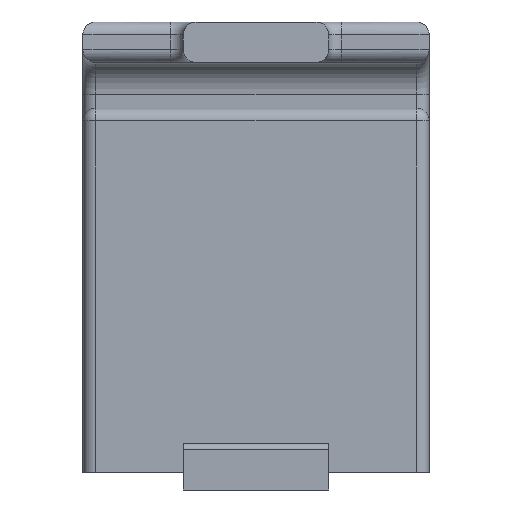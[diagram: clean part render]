
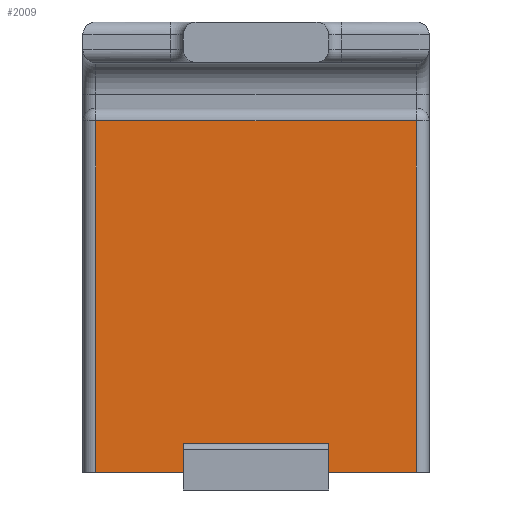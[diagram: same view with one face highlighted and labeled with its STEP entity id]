
A CAD part, front view. The second image highlights one B-rep face of the part: STEP entity #2009.
In plain terms, the highlighted planar face has unit normal (0, -1, 0).
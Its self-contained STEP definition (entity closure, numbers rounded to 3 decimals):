
#2009=ADVANCED_FACE('',(#3908),#3910,.T.);
#3908=FACE_BOUND('',#3909,.T.);
#3909=EDGE_LOOP('',(#5507,#5508,#5509,#5510,#5511,#5512,#5513,#5514));
#3910=PLANE('',#3911);
#3911=AXIS2_PLACEMENT_3D('',#3912,#3913,#3914);
#3912=CARTESIAN_POINT('',(-1.143,-1.44,2.323));
#3913=DIRECTION('',(0.,-1.,0.));
#3914=DIRECTION('',(0.,0.,-1.));
#5507=ORIENTED_EDGE('',*,*,#6330,.T.);
#5508=ORIENTED_EDGE('',*,*,#6331,.T.);
#5509=ORIENTED_EDGE('',*,*,#6315,.T.);
#5510=ORIENTED_EDGE('',*,*,#6332,.F.);
#5511=ORIENTED_EDGE('',*,*,#6333,.T.);
#5512=ORIENTED_EDGE('',*,*,#6334,.T.);
#5513=ORIENTED_EDGE('',*,*,#6306,.T.);
#5514=ORIENTED_EDGE('',*,*,#6329,.T.);
#6306=EDGE_CURVE('',#7578,#7576,#7579,.T.);
#6315=EDGE_CURVE('',#7592,#7593,#7594,.T.);
#6329=EDGE_CURVE('',#7576,#7612,#7614,.T.);
#6330=EDGE_CURVE('',#7612,#7615,#7616,.T.);
#6331=EDGE_CURVE('',#7615,#7592,#7617,.T.);
#6332=EDGE_CURVE('',#7618,#7593,#7619,.T.);
#6333=EDGE_CURVE('',#7618,#7620,#7621,.T.);
#6334=EDGE_CURVE('',#7620,#7578,#7622,.T.);
#7576=VERTEX_POINT('',#10548);
#7578=VERTEX_POINT('',#10553);
#7579=LINE('',#10554,#10555);
#7592=VERTEX_POINT('',#10589);
#7593=VERTEX_POINT('',#10590);
#7594=LINE('',#10591,#10592);
#7612=VERTEX_POINT('',#10638);
#7614=LINE('',#10643,#10644);
#7615=VERTEX_POINT('',#10646);
#7616=LINE('',#10647,#10648);
#7617=LINE('',#10650,#10651);
#7618=VERTEX_POINT('',#10653);
#7619=LINE('',#10654,#10655);
#7620=VERTEX_POINT('',#10657);
#7621=LINE('',#10658,#10659);
#7622=LINE('',#10661,#10662);
#10548=CARTESIAN_POINT('',(2.52,-1.44,-3.4));
#10553=CARTESIAN_POINT('',(1.143,-1.44,-3.4));
#10554=CARTESIAN_POINT('',(1.143,-1.44,-3.4));
#10555=VECTOR('',#10556,1.);
#10556=DIRECTION('',(1.,0.,0.));
#10589=CARTESIAN_POINT('',(-2.52,-1.44,-3.4));
#10590=CARTESIAN_POINT('',(-1.143,-1.44,-3.4));
#10591=CARTESIAN_POINT('',(-2.52,-1.44,-3.4));
#10592=VECTOR('',#10593,1.);
#10593=DIRECTION('',(1.,0.,0.));
#10638=CARTESIAN_POINT('',(2.52,-1.44,2.123));
#10643=CARTESIAN_POINT('',(2.52,-1.44,-3.4));
#10644=VECTOR('',#10645,1.);
#10645=DIRECTION('',(0.,0.,1.));
#10646=CARTESIAN_POINT('',(-2.52,-1.44,2.123));
#10647=CARTESIAN_POINT('',(2.52,-1.44,2.123));
#10648=VECTOR('',#10649,1.);
#10649=DIRECTION('',(-1.,0.,0.));
#10650=CARTESIAN_POINT('',(-2.52,-1.44,2.123));
#10651=VECTOR('',#10652,1.);
#10652=DIRECTION('',(0.,0.,-1.));
#10653=CARTESIAN_POINT('',(-1.143,-1.44,-2.942));
#10654=CARTESIAN_POINT('',(-1.143,-1.44,-2.942));
#10655=VECTOR('',#10656,1.);
#10656=DIRECTION('',(0.,0.,-1.));
#10657=CARTESIAN_POINT('',(1.143,-1.44,-2.942));
#10658=CARTESIAN_POINT('',(-1.143,-1.44,-2.942));
#10659=VECTOR('',#10660,1.);
#10660=DIRECTION('',(1.,0.,0.));
#10661=CARTESIAN_POINT('',(1.143,-1.44,-2.942));
#10662=VECTOR('',#10663,1.);
#10663=DIRECTION('',(0.,0.,-1.));
